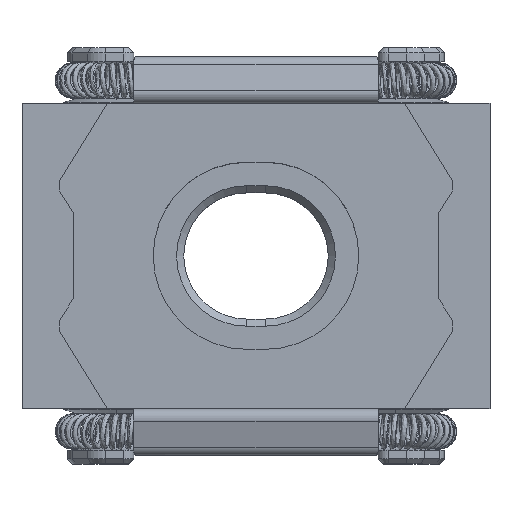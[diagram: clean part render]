
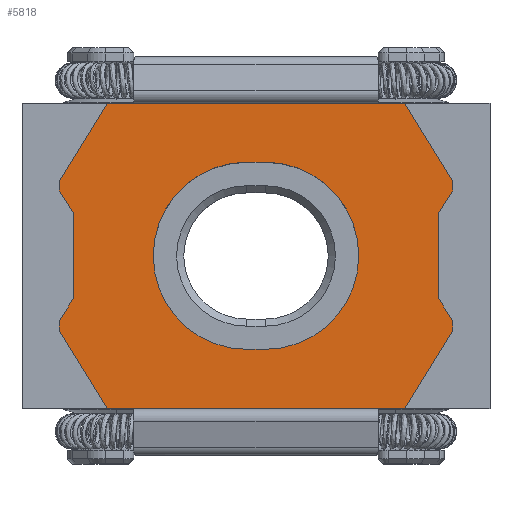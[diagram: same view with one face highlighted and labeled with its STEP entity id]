
A CAD part, top view. The second image highlights one B-rep face of the part: STEP entity #5818.
In plain terms, the highlighted planar face has unit normal (0, 0, 1).
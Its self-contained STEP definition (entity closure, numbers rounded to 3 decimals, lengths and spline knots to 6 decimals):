
#23=FACE_BOUND('',#1980,.T.);
#628=LINE('',#80958,#1134);
#629=LINE('',#80960,#1135);
#630=LINE('',#80962,#1136);
#631=LINE('',#80964,#1137);
#632=LINE('',#80966,#1138);
#633=LINE('',#80968,#1139);
#634=LINE('',#80970,#1140);
#635=LINE('',#80972,#1141);
#636=LINE('',#80974,#1142);
#637=LINE('',#80976,#1143);
#638=LINE('',#80978,#1144);
#639=LINE('',#80980,#1145);
#640=LINE('',#80982,#1146);
#641=LINE('',#80984,#1147);
#642=LINE('',#80986,#1148);
#643=LINE('',#80987,#1149);
#644=LINE('',#80990,#1150);
#645=LINE('',#80994,#1151);
#1134=VECTOR('',#7998,0.002632);
#1135=VECTOR('',#7999,0.000866);
#1136=VECTOR('',#8000,0.009017);
#1137=VECTOR('',#8001,0.029226);
#1138=VECTOR('',#8002,0.009017);
#1139=VECTOR('',#8003,0.000866);
#1140=VECTOR('',#8004,0.002632);
#1141=VECTOR('',#8005,0.008454);
#1142=VECTOR('',#8006,0.002632);
#1143=VECTOR('',#8007,0.000866);
#1144=VECTOR('',#8008,0.009017);
#1145=VECTOR('',#8009,0.029226);
#1146=VECTOR('',#8010,0.009017);
#1147=VECTOR('',#8011,0.000866);
#1148=VECTOR('',#8012,0.002632);
#1149=VECTOR('',#8013,0.008454);
#1150=VECTOR('',#8014,0.0018);
#1151=VECTOR('',#8017,0.0018);
#1335=PLANE('',#6415);
#1649=FACE_OUTER_BOUND('',#1979,.T.);
#1979=EDGE_LOOP('',(#5123,#5124,#5125,#5126,#5127,#5128,#5129,#5130,#5131,
#5132,#5133,#5134,#5135,#5136,#5137,#5138));
#1980=EDGE_LOOP('',(#5139,#5140,#5141,#5142));
#2231=CIRCLE('',#6416,0.0092);
#2232=CIRCLE('',#6417,0.0092);
#2804=VERTEX_POINT('',#80956);
#2805=VERTEX_POINT('',#80957);
#2806=VERTEX_POINT('',#80959);
#2807=VERTEX_POINT('',#80961);
#2808=VERTEX_POINT('',#80963);
#2809=VERTEX_POINT('',#80965);
#2810=VERTEX_POINT('',#80967);
#2811=VERTEX_POINT('',#80969);
#2812=VERTEX_POINT('',#80971);
#2813=VERTEX_POINT('',#80973);
#2814=VERTEX_POINT('',#80975);
#2815=VERTEX_POINT('',#80977);
#2816=VERTEX_POINT('',#80979);
#2817=VERTEX_POINT('',#80981);
#2818=VERTEX_POINT('',#80983);
#2819=VERTEX_POINT('',#80985);
#2820=VERTEX_POINT('',#80988);
#2821=VERTEX_POINT('',#80989);
#2822=VERTEX_POINT('',#80991);
#2823=VERTEX_POINT('',#80993);
#3585=EDGE_CURVE('',#2804,#2805,#628,.T.);
#3586=EDGE_CURVE('',#2804,#2806,#629,.F.);
#3587=EDGE_CURVE('',#2807,#2806,#630,.T.);
#3588=EDGE_CURVE('',#2807,#2808,#631,.T.);
#3589=EDGE_CURVE('',#2808,#2809,#632,.T.);
#3590=EDGE_CURVE('',#2809,#2810,#633,.F.);
#3591=EDGE_CURVE('',#2810,#2811,#634,.T.);
#3592=EDGE_CURVE('',#2812,#2811,#635,.T.);
#3593=EDGE_CURVE('',#2812,#2813,#636,.T.);
#3594=EDGE_CURVE('',#2813,#2814,#637,.F.);
#3595=EDGE_CURVE('',#2814,#2815,#638,.T.);
#3596=EDGE_CURVE('',#2816,#2815,#639,.T.);
#3597=EDGE_CURVE('',#2817,#2816,#640,.T.);
#3598=EDGE_CURVE('',#2817,#2818,#641,.F.);
#3599=EDGE_CURVE('',#2819,#2818,#642,.T.);
#3600=EDGE_CURVE('',#2819,#2805,#643,.T.);
#3601=EDGE_CURVE('',#2820,#2821,#644,.T.);
#3602=EDGE_CURVE('',#2821,#2822,#2231,.T.);
#3603=EDGE_CURVE('',#2822,#2823,#645,.T.);
#3604=EDGE_CURVE('',#2823,#2820,#2232,.T.);
#5123=ORIENTED_EDGE('',*,*,#3585,.F.);
#5124=ORIENTED_EDGE('',*,*,#3586,.T.);
#5125=ORIENTED_EDGE('',*,*,#3587,.F.);
#5126=ORIENTED_EDGE('',*,*,#3588,.T.);
#5127=ORIENTED_EDGE('',*,*,#3589,.T.);
#5128=ORIENTED_EDGE('',*,*,#3590,.T.);
#5129=ORIENTED_EDGE('',*,*,#3591,.T.);
#5130=ORIENTED_EDGE('',*,*,#3592,.F.);
#5131=ORIENTED_EDGE('',*,*,#3593,.T.);
#5132=ORIENTED_EDGE('',*,*,#3594,.T.);
#5133=ORIENTED_EDGE('',*,*,#3595,.T.);
#5134=ORIENTED_EDGE('',*,*,#3596,.F.);
#5135=ORIENTED_EDGE('',*,*,#3597,.F.);
#5136=ORIENTED_EDGE('',*,*,#3598,.T.);
#5137=ORIENTED_EDGE('',*,*,#3599,.F.);
#5138=ORIENTED_EDGE('',*,*,#3600,.T.);
#5139=ORIENTED_EDGE('',*,*,#3601,.T.);
#5140=ORIENTED_EDGE('',*,*,#3602,.T.);
#5141=ORIENTED_EDGE('',*,*,#3603,.T.);
#5142=ORIENTED_EDGE('',*,*,#3604,.T.);
#5818=ADVANCED_FACE('',(#1649,#23),#1335,.T.);
#6415=AXIS2_PLACEMENT_3D('',#80955,#7996,#7997);
#6416=AXIS2_PLACEMENT_3D('',#80992,#8015,#8016);
#6417=AXIS2_PLACEMENT_3D('',#80995,#8018,#8019);
#7996=DIRECTION('center_axis',(0.,0.,1.));
#7997=DIRECTION('ref_axis',(1.,0.,0.));
#7998=DIRECTION('',(-0.526,-0.851,0.));
#7999=DIRECTION('',(0.,-1.,0.));
#8000=DIRECTION('',(0.526,-0.851,0.));
#8001=DIRECTION('',(-1.,0.,0.));
#8002=DIRECTION('',(-0.526,-0.851,0.));
#8003=DIRECTION('',(0.,1.,0.));
#8004=DIRECTION('',(0.526,-0.851,0.));
#8005=DIRECTION('',(0.,1.,0.));
#8006=DIRECTION('',(-0.526,-0.851,0.));
#8007=DIRECTION('',(0.,1.,0.));
#8008=DIRECTION('',(0.526,-0.851,0.));
#8009=DIRECTION('',(-1.,0.,0.));
#8010=DIRECTION('',(-0.526,-0.851,0.));
#8011=DIRECTION('',(0.,-1.,0.));
#8012=DIRECTION('',(0.526,-0.851,0.));
#8013=DIRECTION('',(0.,1.,0.));
#8014=DIRECTION('',(-1.,0.,0.));
#8015=DIRECTION('center_axis',(0.,0.,-1.));
#8016=DIRECTION('ref_axis',(1.,0.,0.));
#8017=DIRECTION('',(1.,0.,0.));
#8018=DIRECTION('center_axis',(0.,0.,-1.));
#8019=DIRECTION('ref_axis',(-1.,0.,0.));
#80955=CARTESIAN_POINT('Origin',(0.,0.015,0.));
#80956=CARTESIAN_POINT('',(0.019356,0.006465,0.));
#80957=CARTESIAN_POINT('',(0.017972,0.004227,0.));
#80958=CARTESIAN_POINT('',(0.019356,0.006465,0.));
#80959=CARTESIAN_POINT('',(0.019356,0.007331,0.));
#80960=CARTESIAN_POINT('',(0.019356,0.007331,0.));
#80961=CARTESIAN_POINT('',(0.014613,0.015,0.));
#80962=CARTESIAN_POINT('',(0.014613,0.015,0.));
#80963=CARTESIAN_POINT('',(-0.014613,0.015,0.));
#80964=CARTESIAN_POINT('',(0.014613,0.015,0.));
#80965=CARTESIAN_POINT('',(-0.019356,0.007331,0.));
#80966=CARTESIAN_POINT('',(-0.014613,0.015,0.));
#80967=CARTESIAN_POINT('',(-0.019356,0.006465,0.));
#80968=CARTESIAN_POINT('',(-0.019356,0.006465,0.));
#80969=CARTESIAN_POINT('',(-0.017972,0.004227,0.));
#80970=CARTESIAN_POINT('',(-0.019356,0.006465,0.));
#80971=CARTESIAN_POINT('',(-0.017972,-0.004227,0.));
#80972=CARTESIAN_POINT('',(-0.017972,-0.004227,0.));
#80973=CARTESIAN_POINT('',(-0.019356,-0.006465,0.));
#80974=CARTESIAN_POINT('',(-0.017972,-0.004227,0.));
#80975=CARTESIAN_POINT('',(-0.019356,-0.007331,0.));
#80976=CARTESIAN_POINT('',(-0.019356,-0.007331,0.));
#80977=CARTESIAN_POINT('',(-0.014613,-0.015,0.));
#80978=CARTESIAN_POINT('',(-0.019356,-0.007331,0.));
#80979=CARTESIAN_POINT('',(0.014613,-0.015,0.));
#80980=CARTESIAN_POINT('',(0.014613,-0.015,0.));
#80981=CARTESIAN_POINT('',(0.019356,-0.007331,0.));
#80982=CARTESIAN_POINT('',(0.019356,-0.007331,0.));
#80983=CARTESIAN_POINT('',(0.019356,-0.006465,0.));
#80984=CARTESIAN_POINT('',(0.019356,-0.006465,0.));
#80985=CARTESIAN_POINT('',(0.017972,-0.004227,0.));
#80986=CARTESIAN_POINT('',(0.017972,-0.004227,0.));
#80987=CARTESIAN_POINT('',(0.017972,-0.004227,0.));
#80988=CARTESIAN_POINT('',(0.0009,-0.0092,0.));
#80989=CARTESIAN_POINT('',(-0.0009,-0.0092,0.));
#80990=CARTESIAN_POINT('',(0.0009,-0.0092,0.));
#80991=CARTESIAN_POINT('',(-0.0009,0.0092,0.));
#80992=CARTESIAN_POINT('Origin',(-0.0009,0.,0.));
#80993=CARTESIAN_POINT('',(0.0009,0.0092,0.));
#80994=CARTESIAN_POINT('',(-0.0009,0.0092,0.));
#80995=CARTESIAN_POINT('Origin',(0.0009,0.,0.));
